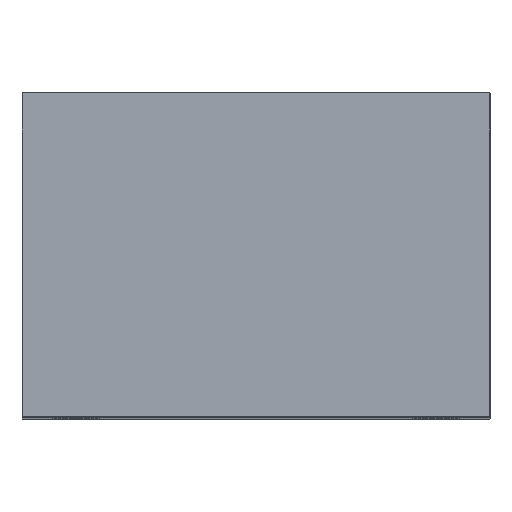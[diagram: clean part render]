
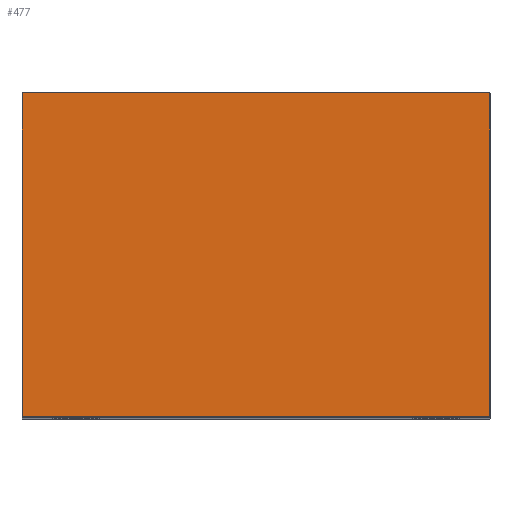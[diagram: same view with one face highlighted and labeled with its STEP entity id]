
A CAD part, top view. The second image highlights one B-rep face of the part: STEP entity #477.
In plain terms, the highlighted planar face has unit normal (0, 0, 1).
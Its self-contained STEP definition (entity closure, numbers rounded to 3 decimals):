
#344=CARTESIAN_POINT('',(32.49,22.49,93.0));
#345=VERTEX_POINT('',#344);
#346=CARTESIAN_POINT('',(32.49,-22.49,93.0));
#347=VERTEX_POINT('',#346);
#348=CARTESIAN_POINT('',(32.49,22.49,93.0));
#349=DIRECTION('',(0.0,-1.0,0.0));
#350=VECTOR('',#349,44.98);
#351=LINE('',#348,#350);
#352=EDGE_CURVE('',#345,#347,#351,.T.);
#387=CARTESIAN_POINT('',(-32.49,-22.49,93.0));
#388=VERTEX_POINT('',#387);
#389=CARTESIAN_POINT('',(32.49,-22.49,93.0));
#390=DIRECTION('',(-1.0,0.0,0.0));
#391=VECTOR('',#390,64.98);
#392=LINE('',#389,#391);
#393=EDGE_CURVE('',#347,#388,#392,.T.);
#418=CARTESIAN_POINT('',(-32.49,22.49,93.0));
#419=VERTEX_POINT('',#418);
#420=CARTESIAN_POINT('',(-32.49,-22.49,93.0));
#421=DIRECTION('',(0.0,1.0,0.0));
#422=VECTOR('',#421,44.98);
#423=LINE('',#420,#422);
#424=EDGE_CURVE('',#388,#419,#423,.T.);
#449=CARTESIAN_POINT('',(-32.49,22.49,93.0));
#450=DIRECTION('',(1.0,0.0,0.0));
#451=VECTOR('',#450,64.98);
#452=LINE('',#449,#451);
#453=EDGE_CURVE('',#419,#345,#452,.T.);
#466=CARTESIAN_POINT('',(0.,0.,93.0));
#467=DIRECTION('',(0.0,0.0,1.0));
#468=DIRECTION('',(1.0,0.0,0.0));
#469=AXIS2_PLACEMENT_3D('',#466,#467,#468);
#470=PLANE('',#469);
#471=ORIENTED_EDGE('',*,*,#352,.F.);
#472=ORIENTED_EDGE('',*,*,#453,.F.);
#473=ORIENTED_EDGE('',*,*,#424,.F.);
#474=ORIENTED_EDGE('',*,*,#393,.F.);
#475=EDGE_LOOP('',(#471,#472,#473,#474));
#476=FACE_OUTER_BOUND('',#475,.T.);
#477=ADVANCED_FACE('',(#476),#470,.T.);
